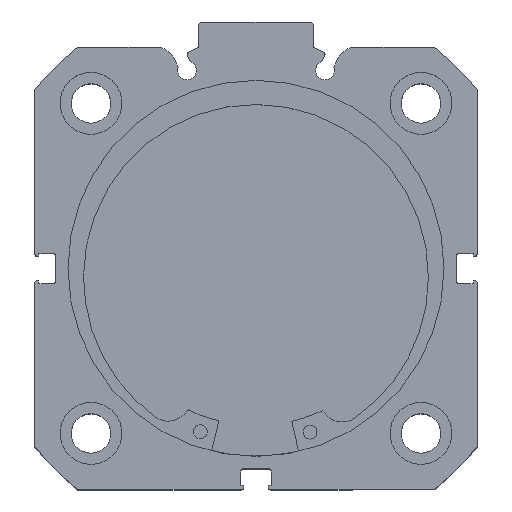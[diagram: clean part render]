
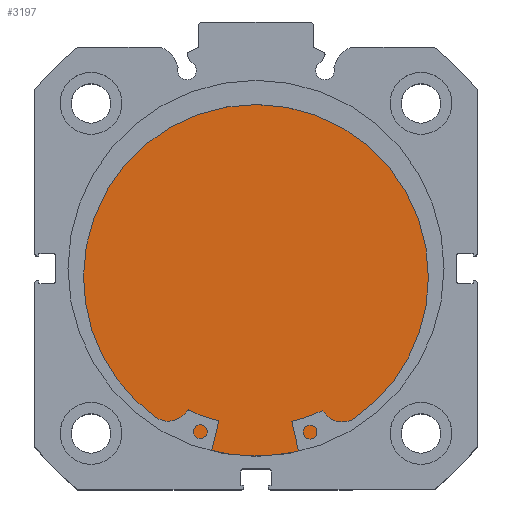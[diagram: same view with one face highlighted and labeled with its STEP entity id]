
A CAD part, top view. The second image highlights one B-rep face of the part: STEP entity #3197.
In plain terms, the highlighted face is planar.
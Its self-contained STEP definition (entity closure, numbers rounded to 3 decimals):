
#305 = CIRCLE ( 'NONE', #4958, 41. ) ;
#329 = CIRCLE ( 'NONE', #4972, 41. ) ;
#1260 = CARTESIAN_POINT ( 'NONE',  ( 12., 0., 0. ) ) ;
#1261 = DIRECTION ( 'NONE',  ( -1., 0., 0. ) ) ;
#1262 = DIRECTION ( 'NONE',  ( 0., 0., 1. ) ) ;
#1316 = CARTESIAN_POINT ( 'NONE',  ( 12., 0., 0. ) ) ;
#1327 = DIRECTION ( 'NONE',  ( -1., 0., 0. ) ) ;
#1328 = DIRECTION ( 'NONE',  ( 0., 0., 1. ) ) ;
#2276 = CARTESIAN_POINT ( 'NONE',  ( 12., 0., -41. ) ) ;
#2337 = CARTESIAN_POINT ( 'NONE',  ( 12., 0., 41. ) ) ;
#3197 = ADVANCED_FACE ( 'NONE', ( #6583 ), #5764, .F. ) ;
#4205 = ORIENTED_EDGE ( 'NONE', *, *, #4491, .F. ) ;
#4206 = ORIENTED_EDGE ( 'NONE', *, *, #4508, .F. ) ;
#4491 = EDGE_CURVE ( 'NONE', #6156, #6217, #305, .T. ) ;
#4508 = EDGE_CURVE ( 'NONE', #6217, #6156, #329, .T. ) ;
#4867 = AXIS2_PLACEMENT_3D ( 'NONE', #5761, #5755, #5754 ) ;
#4958 = AXIS2_PLACEMENT_3D ( 'NONE', #1260, #1261, #1262 ) ;
#4972 = AXIS2_PLACEMENT_3D ( 'NONE', #1316, #1327, #1328 ) ;
#5754 = DIRECTION ( 'NONE',  ( 0., 0., 1. ) ) ;
#5755 = DIRECTION ( 'NONE',  ( -1., 0., 0. ) ) ;
#5761 = CARTESIAN_POINT ( 'NONE',  ( 12., 41., 0. ) ) ;
#5764 = PLANE ( 'NONE',  #4867 ) ;
#6156 = VERTEX_POINT ( 'NONE', #2276 ) ;
#6217 = VERTEX_POINT ( 'NONE', #2337 ) ;
#6583 = FACE_OUTER_BOUND ( 'NONE', #6604, .T. ) ;
#6604 = EDGE_LOOP ( 'NONE', ( #4206, #4205 ) ) ;
